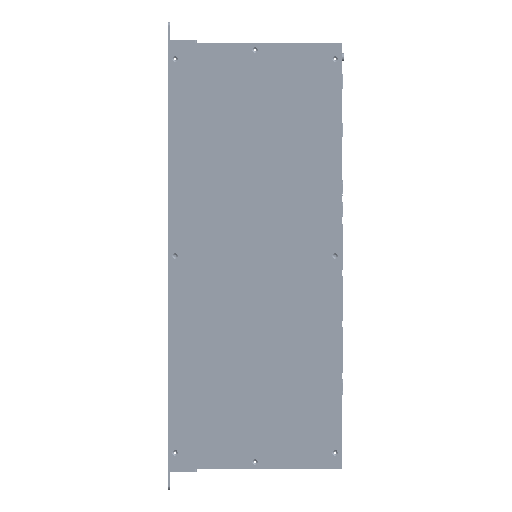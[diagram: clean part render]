
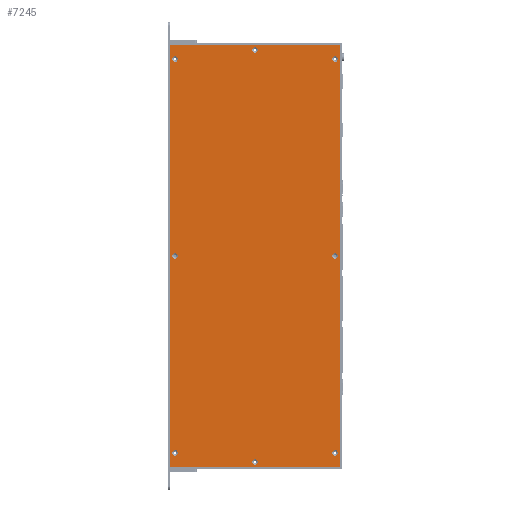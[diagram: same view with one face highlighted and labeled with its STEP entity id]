
A CAD part, front view. The second image highlights one B-rep face of the part: STEP entity #7245.
In plain terms, the highlighted face is planar.
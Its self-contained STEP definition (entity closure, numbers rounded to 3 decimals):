
#6654=DIRECTION('',(0.,1.,0.));
#6655=VECTOR('',#6654,434.6);
#6656=CARTESIAN_POINT('',(-87.3,-217.3,0.));
#6657=LINE('',#6656,#6655);
#6658=CARTESIAN_POINT('',(-82.5,-203.,0.));
#6659=DIRECTION('',(0.,0.,-1.));
#6660=DIRECTION('',(-1.,0.,0.));
#6661=AXIS2_PLACEMENT_3D('',#6658,#6659,#6660);
#6663=CARTESIAN_POINT('',(-82.5,-203.,0.));
#6664=DIRECTION('',(0.,0.,-1.));
#6665=DIRECTION('',(1.,0.,0.));
#6666=AXIS2_PLACEMENT_3D('',#6663,#6664,#6665);
#6668=CARTESIAN_POINT('',(-82.5,0.,0.));
#6669=DIRECTION('',(0.,0.,-1.));
#6670=DIRECTION('',(-1.,0.,0.));
#6671=AXIS2_PLACEMENT_3D('',#6668,#6669,#6670);
#6673=CARTESIAN_POINT('',(-82.5,0.,0.));
#6674=DIRECTION('',(0.,0.,-1.));
#6675=DIRECTION('',(1.,0.,0.));
#6676=AXIS2_PLACEMENT_3D('',#6673,#6674,#6675);
#6678=CARTESIAN_POINT('',(-82.5,203.,0.));
#6679=DIRECTION('',(0.,0.,-1.));
#6680=DIRECTION('',(-1.,0.,0.));
#6681=AXIS2_PLACEMENT_3D('',#6678,#6679,#6680);
#6683=CARTESIAN_POINT('',(-82.5,203.,0.));
#6684=DIRECTION('',(0.,0.,-1.));
#6685=DIRECTION('',(1.,0.,0.));
#6686=AXIS2_PLACEMENT_3D('',#6683,#6684,#6685);
#6688=CARTESIAN_POINT('',(0.,212.5,0.));
#6689=DIRECTION('',(0.,0.,-1.));
#6690=DIRECTION('',(1.,0.,0.));
#6691=AXIS2_PLACEMENT_3D('',#6688,#6689,#6690);
#6693=CARTESIAN_POINT('',(0.,212.5,0.));
#6694=DIRECTION('',(0.,0.,-1.));
#6695=DIRECTION('',(-1.,0.,0.));
#6696=AXIS2_PLACEMENT_3D('',#6693,#6694,#6695);
#6698=CARTESIAN_POINT('',(82.5,203.,0.));
#6699=DIRECTION('',(0.,0.,-1.));
#6700=DIRECTION('',(1.,0.,0.));
#6701=AXIS2_PLACEMENT_3D('',#6698,#6699,#6700);
#6703=CARTESIAN_POINT('',(82.5,203.,0.));
#6704=DIRECTION('',(0.,0.,-1.));
#6705=DIRECTION('',(-1.,0.,0.));
#6706=AXIS2_PLACEMENT_3D('',#6703,#6704,#6705);
#6708=CARTESIAN_POINT('',(82.5,0.,0.));
#6709=DIRECTION('',(0.,0.,-1.));
#6710=DIRECTION('',(1.,0.,0.));
#6711=AXIS2_PLACEMENT_3D('',#6708,#6709,#6710);
#6713=CARTESIAN_POINT('',(82.5,0.,0.));
#6714=DIRECTION('',(0.,0.,-1.));
#6715=DIRECTION('',(-1.,0.,0.));
#6716=AXIS2_PLACEMENT_3D('',#6713,#6714,#6715);
#6718=CARTESIAN_POINT('',(82.5,-203.,0.));
#6719=DIRECTION('',(0.,0.,-1.));
#6720=DIRECTION('',(-1.,0.,0.));
#6721=AXIS2_PLACEMENT_3D('',#6718,#6719,#6720);
#6723=CARTESIAN_POINT('',(82.5,-203.,0.));
#6724=DIRECTION('',(0.,0.,-1.));
#6725=DIRECTION('',(1.,0.,0.));
#6726=AXIS2_PLACEMENT_3D('',#6723,#6724,#6725);
#6728=CARTESIAN_POINT('',(0.,-212.5,0.));
#6729=DIRECTION('',(0.,0.,-1.));
#6730=DIRECTION('',(-1.,0.,0.));
#6731=AXIS2_PLACEMENT_3D('',#6728,#6729,#6730);
#6733=CARTESIAN_POINT('',(0.,-212.5,0.));
#6734=DIRECTION('',(0.,0.,-1.));
#6735=DIRECTION('',(1.,0.,0.));
#6736=AXIS2_PLACEMENT_3D('',#6733,#6734,#6735);
#6738=DIRECTION('',(1.,0.,0.));
#6739=VECTOR('',#6738,174.6);
#6740=CARTESIAN_POINT('',(-87.3,-217.3,0.));
#6741=LINE('',#6740,#6739);
#6750=DIRECTION('',(0.,1.,0.));
#6751=VECTOR('',#6750,434.6);
#6752=CARTESIAN_POINT('',(87.3,-217.3,0.));
#6753=LINE('',#6752,#6751);
#6762=DIRECTION('',(1.,0.,0.));
#6763=VECTOR('',#6762,174.6);
#6764=CARTESIAN_POINT('',(-87.3,217.3,0.));
#6765=LINE('',#6764,#6763);
#7070=CARTESIAN_POINT('',(-87.3,-217.3,0.));
#7071=CARTESIAN_POINT('',(87.3,-217.3,0.));
#7072=VERTEX_POINT('',#7070);
#7073=VERTEX_POINT('',#7071);
#7074=CARTESIAN_POINT('',(-87.3,217.3,0.));
#7075=CARTESIAN_POINT('',(87.3,217.3,0.));
#7076=VERTEX_POINT('',#7074);
#7077=VERTEX_POINT('',#7075);
#7118=CARTESIAN_POINT('',(-85.4,-203.,0.));
#7119=CARTESIAN_POINT('',(-79.6,-203.,0.));
#7120=VERTEX_POINT('',#7118);
#7121=VERTEX_POINT('',#7119);
#7126=CARTESIAN_POINT('',(-85.4,0.,0.));
#7127=CARTESIAN_POINT('',(-79.6,0.,0.));
#7128=VERTEX_POINT('',#7126);
#7129=VERTEX_POINT('',#7127);
#7134=CARTESIAN_POINT('',(-85.4,203.,0.));
#7135=CARTESIAN_POINT('',(-79.6,203.,0.));
#7136=VERTEX_POINT('',#7134);
#7137=VERTEX_POINT('',#7135);
#7142=CARTESIAN_POINT('',(2.9,212.5,0.));
#7143=CARTESIAN_POINT('',(-2.9,212.5,0.));
#7144=VERTEX_POINT('',#7142);
#7145=VERTEX_POINT('',#7143);
#7150=CARTESIAN_POINT('',(85.4,203.,0.));
#7151=CARTESIAN_POINT('',(79.6,203.,0.));
#7152=VERTEX_POINT('',#7150);
#7153=VERTEX_POINT('',#7151);
#7158=CARTESIAN_POINT('',(85.4,0.,0.));
#7159=CARTESIAN_POINT('',(79.6,0.,0.));
#7160=VERTEX_POINT('',#7158);
#7161=VERTEX_POINT('',#7159);
#7166=CARTESIAN_POINT('',(79.6,-203.,0.));
#7167=CARTESIAN_POINT('',(85.4,-203.,0.));
#7168=VERTEX_POINT('',#7166);
#7169=VERTEX_POINT('',#7167);
#7174=CARTESIAN_POINT('',(-2.9,-212.5,0.));
#7175=CARTESIAN_POINT('',(2.9,-212.5,0.));
#7176=VERTEX_POINT('',#7174);
#7177=VERTEX_POINT('',#7175);
#7182=CARTESIAN_POINT('',(-87.3,-217.3,0.));
#7183=DIRECTION('',(0.,0.,1.));
#7184=DIRECTION('',(1.,0.,0.));
#7185=AXIS2_PLACEMENT_3D('',#7182,#7183,#7184);
#7186=PLANE('',#7185);
#7188=ORIENTED_EDGE('',*,*,#7187,.F.);
#7190=ORIENTED_EDGE('',*,*,#7189,.T.);
#7192=ORIENTED_EDGE('',*,*,#7191,.T.);
#7194=ORIENTED_EDGE('',*,*,#7193,.F.);
#7195=EDGE_LOOP('',(#7188,#7190,#7192,#7194));
#7196=FACE_OUTER_BOUND('',#7195,.F.);
#7198=ORIENTED_EDGE('',*,*,#7197,.F.);
#7200=ORIENTED_EDGE('',*,*,#7199,.F.);
#7201=EDGE_LOOP('',(#7198,#7200));
#7202=FACE_BOUND('',#7201,.F.);
#7204=ORIENTED_EDGE('',*,*,#7203,.F.);
#7206=ORIENTED_EDGE('',*,*,#7205,.F.);
#7207=EDGE_LOOP('',(#7204,#7206));
#7208=FACE_BOUND('',#7207,.F.);
#7210=ORIENTED_EDGE('',*,*,#7209,.F.);
#7212=ORIENTED_EDGE('',*,*,#7211,.F.);
#7213=EDGE_LOOP('',(#7210,#7212));
#7214=FACE_BOUND('',#7213,.F.);
#7216=ORIENTED_EDGE('',*,*,#7215,.F.);
#7218=ORIENTED_EDGE('',*,*,#7217,.F.);
#7219=EDGE_LOOP('',(#7216,#7218));
#7220=FACE_BOUND('',#7219,.F.);
#7222=ORIENTED_EDGE('',*,*,#7221,.F.);
#7224=ORIENTED_EDGE('',*,*,#7223,.F.);
#7225=EDGE_LOOP('',(#7222,#7224));
#7226=FACE_BOUND('',#7225,.F.);
#7228=ORIENTED_EDGE('',*,*,#7227,.F.);
#7230=ORIENTED_EDGE('',*,*,#7229,.F.);
#7231=EDGE_LOOP('',(#7228,#7230));
#7232=FACE_BOUND('',#7231,.F.);
#7234=ORIENTED_EDGE('',*,*,#7233,.F.);
#7236=ORIENTED_EDGE('',*,*,#7235,.F.);
#7237=EDGE_LOOP('',(#7234,#7236));
#7238=FACE_BOUND('',#7237,.F.);
#7240=ORIENTED_EDGE('',*,*,#7239,.F.);
#7242=ORIENTED_EDGE('',*,*,#7241,.F.);
#7243=EDGE_LOOP('',(#7240,#7242));
#7244=FACE_BOUND('',#7243,.F.);
#6662=CIRCLE('',#6661,2.9);
#6667=CIRCLE('',#6666,2.9);
#6672=CIRCLE('',#6671,2.9);
#6677=CIRCLE('',#6676,2.9);
#6682=CIRCLE('',#6681,2.9);
#6687=CIRCLE('',#6686,2.9);
#6692=CIRCLE('',#6691,2.9);
#6697=CIRCLE('',#6696,2.9);
#6702=CIRCLE('',#6701,2.9);
#6707=CIRCLE('',#6706,2.9);
#6712=CIRCLE('',#6711,2.9);
#6717=CIRCLE('',#6716,2.9);
#6722=CIRCLE('',#6721,2.9);
#6727=CIRCLE('',#6726,2.9);
#6732=CIRCLE('',#6731,2.9);
#6737=CIRCLE('',#6736,2.9);
#7187=EDGE_CURVE('',#7072,#7073,#6741,.T.);
#7189=EDGE_CURVE('',#7072,#7076,#6657,.T.);
#7191=EDGE_CURVE('',#7076,#7077,#6765,.T.);
#7193=EDGE_CURVE('',#7073,#7077,#6753,.T.);
#7197=EDGE_CURVE('',#7120,#7121,#6662,.T.);
#7199=EDGE_CURVE('',#7121,#7120,#6667,.T.);
#7203=EDGE_CURVE('',#7128,#7129,#6672,.T.);
#7205=EDGE_CURVE('',#7129,#7128,#6677,.T.);
#7209=EDGE_CURVE('',#7136,#7137,#6682,.T.);
#7211=EDGE_CURVE('',#7137,#7136,#6687,.T.);
#7215=EDGE_CURVE('',#7144,#7145,#6692,.T.);
#7217=EDGE_CURVE('',#7145,#7144,#6697,.T.);
#7221=EDGE_CURVE('',#7152,#7153,#6702,.T.);
#7223=EDGE_CURVE('',#7153,#7152,#6707,.T.);
#7227=EDGE_CURVE('',#7160,#7161,#6712,.T.);
#7229=EDGE_CURVE('',#7161,#7160,#6717,.T.);
#7233=EDGE_CURVE('',#7168,#7169,#6722,.T.);
#7235=EDGE_CURVE('',#7169,#7168,#6727,.T.);
#7239=EDGE_CURVE('',#7176,#7177,#6732,.T.);
#7241=EDGE_CURVE('',#7177,#7176,#6737,.T.);
#7245=ADVANCED_FACE('',(#7196,#7202,#7208,#7214,#7220,#7226,#7232,#7238,#7244),
#7186,.T.);
